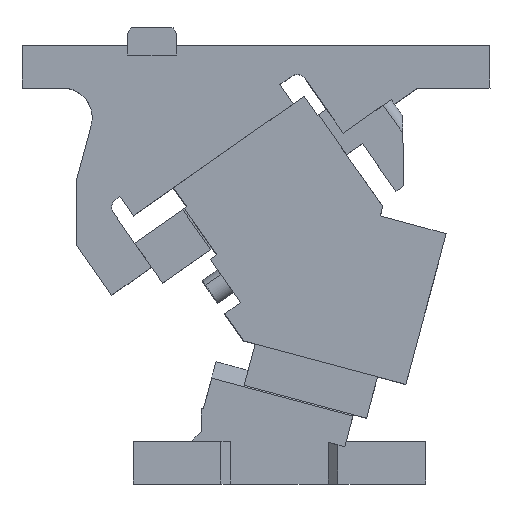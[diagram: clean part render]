
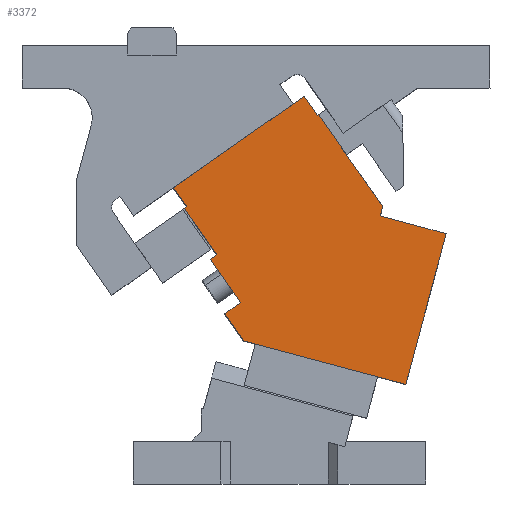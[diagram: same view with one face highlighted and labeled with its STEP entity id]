
A CAD part, top view. The second image highlights one B-rep face of the part: STEP entity #3372.
In plain terms, the highlighted planar face has unit normal (0, 0, 1).
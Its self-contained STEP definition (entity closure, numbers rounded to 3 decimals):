
#2259=CARTESIAN_POINT('Vertex',(-94.193,-15.632,70.)) ;
#2266=CARTESIAN_POINT('Vertex',(-78.707,-37.749,70.)) ;
#2269=CARTESIAN_POINT('Line Origine',(-86.45,-26.69,70.)) ;
#2791=CARTESIAN_POINT('Line Origine',(-92.555,-14.485,70.)) ;
#2795=CARTESIAN_POINT('Vertex',(-90.917,-13.338,70.)) ;
#2834=CARTESIAN_POINT('Line Origine',(-99.233,-1.46,70.)) ;
#2838=CARTESIAN_POINT('Vertex',(-107.55,10.418,70.)) ;
#2899=CARTESIAN_POINT('Vertex',(-106.322,11.278,70.)) ;
#2914=CARTESIAN_POINT('Line Origine',(-106.936,10.848,70.)) ;
#3005=CARTESIAN_POINT('Vertex',(-7.055,6.667,70.)) ;
#3008=CARTESIAN_POINT('Line Origine',(9.849,2.138,70.)) ;
#3012=CARTESIAN_POINT('Vertex',(26.752,-2.391,70.)) ;
#3036=CARTESIAN_POINT('Vertex',(-5.761,11.497,70.)) ;
#3039=CARTESIAN_POINT('Line Origine',(-6.408,9.082,70.)) ;
#3127=CARTESIAN_POINT('Vertex',(-38.741,58.598,70.)) ;
#3130=CARTESIAN_POINT('Line Origine',(-22.251,35.048,70.)) ;
#3239=CARTESIAN_POINT('Line Origine',(-109.763,16.193,70.)) ;
#3243=CARTESIAN_POINT('Vertex',(-113.204,21.108,70.)) ;
#3266=CARTESIAN_POINT('Line Origine',(-79.619,44.625,70.)) ;
#3270=CARTESIAN_POINT('Vertex',(-46.034,68.141,70.)) ;
#3294=CARTESIAN_POINT('Vertex',(-39.151,58.311,70.)) ;
#3297=CARTESIAN_POINT('Line Origine',(-42.592,63.226,70.)) ;
#3312=CARTESIAN_POINT('Line Origine',(-38.946,58.455,70.)) ;
#3324=CARTESIAN_POINT('Axis2P3D Location',(-27.76,-70.607,70.)) ;
#3329=CARTESIAN_POINT('Line Origine',(-82.039,-50.425,70.)) ;
#3333=CARTESIAN_POINT('Vertex',(-86.898,-43.485,70.)) ;
#3335=CARTESIAN_POINT('Vertex',(-77.179,-57.365,70.)) ;
#3338=CARTESIAN_POINT('Line Origine',(-35.566,-68.515,70.)) ;
#3342=CARTESIAN_POINT('Vertex',(6.047,-79.665,70.)) ;
#3345=CARTESIAN_POINT('Line Origine',(16.4,-41.028,70.)) ;
#3350=CARTESIAN_POINT('Line Origine',(-82.802,-40.617,70.)) ;
#2270=DIRECTION('Vector Direction',(0.574,-0.819,0.)) ;
#2792=DIRECTION('Vector Direction',(-0.819,-0.574,0.)) ;
#2835=DIRECTION('Vector Direction',(0.574,-0.819,0.)) ;
#2915=DIRECTION('Vector Direction',(-0.819,-0.574,0.)) ;
#3009=DIRECTION('Vector Direction',(-0.966,0.259,0.)) ;
#3040=DIRECTION('Vector Direction',(-0.259,-0.966,0.)) ;
#3131=DIRECTION('Vector Direction',(-0.574,0.819,0.)) ;
#3240=DIRECTION('Vector Direction',(0.574,-0.819,0.)) ;
#3267=DIRECTION('Vector Direction',(-0.819,-0.574,0.)) ;
#3298=DIRECTION('Vector Direction',(0.574,-0.819,0.)) ;
#3313=DIRECTION('Vector Direction',(-0.819,-0.574,0.)) ;
#3325=DIRECTION('Axis2P3D Direction',(0.,0.,1.)) ;
#3326=DIRECTION('Axis2P3D XDirection',(1.,0.,0.)) ;
#3330=DIRECTION('Vector Direction',(0.574,-0.819,0.)) ;
#3339=DIRECTION('Vector Direction',(-0.966,0.259,0.)) ;
#3346=DIRECTION('Vector Direction',(-0.259,-0.966,0.)) ;
#3351=DIRECTION('Vector Direction',(-0.819,-0.574,0.)) ;
#3327=AXIS2_PLACEMENT_3D('Plane Axis2P3D',#3324,#3325,#3326) ;
#3356=ORIENTED_EDGE('',*,*,#3337,.T.) ;
#3357=ORIENTED_EDGE('',*,*,#3344,.F.) ;
#3358=ORIENTED_EDGE('',*,*,#3349,.F.) ;
#3359=ORIENTED_EDGE('',*,*,#3014,.T.) ;
#3360=ORIENTED_EDGE('',*,*,#3043,.F.) ;
#3361=ORIENTED_EDGE('',*,*,#3134,.T.) ;
#3362=ORIENTED_EDGE('',*,*,#3316,.T.) ;
#3363=ORIENTED_EDGE('',*,*,#3301,.F.) ;
#3364=ORIENTED_EDGE('',*,*,#3272,.T.) ;
#3365=ORIENTED_EDGE('',*,*,#3245,.T.) ;
#3366=ORIENTED_EDGE('',*,*,#2918,.T.) ;
#3367=ORIENTED_EDGE('',*,*,#2840,.T.) ;
#3368=ORIENTED_EDGE('',*,*,#2797,.T.) ;
#3369=ORIENTED_EDGE('',*,*,#2273,.T.) ;
#3370=ORIENTED_EDGE('',*,*,#3354,.T.) ;
#2271=VECTOR('Line Direction',#2270,1.) ;
#2793=VECTOR('Line Direction',#2792,1.) ;
#2836=VECTOR('Line Direction',#2835,1.) ;
#2916=VECTOR('Line Direction',#2915,1.) ;
#3010=VECTOR('Line Direction',#3009,1.) ;
#3041=VECTOR('Line Direction',#3040,1.) ;
#3132=VECTOR('Line Direction',#3131,1.) ;
#3241=VECTOR('Line Direction',#3240,1.) ;
#3268=VECTOR('Line Direction',#3267,1.) ;
#3299=VECTOR('Line Direction',#3298,1.) ;
#3314=VECTOR('Line Direction',#3313,1.) ;
#3331=VECTOR('Line Direction',#3330,1.) ;
#3340=VECTOR('Line Direction',#3339,1.) ;
#3347=VECTOR('Line Direction',#3346,1.) ;
#3352=VECTOR('Line Direction',#3351,1.) ;
#3372=ADVANCED_FACE('CAM SLIDER',(#3371),#3328,.T.) ;
#2273=EDGE_CURVE('',#2260,#2267,#2272,.T.) ;
#2797=EDGE_CURVE('',#2796,#2260,#2794,.T.) ;
#2840=EDGE_CURVE('',#2839,#2796,#2837,.T.) ;
#2918=EDGE_CURVE('',#2900,#2839,#2917,.T.) ;
#3014=EDGE_CURVE('',#3013,#3006,#3011,.T.) ;
#3043=EDGE_CURVE('',#3037,#3006,#3042,.T.) ;
#3134=EDGE_CURVE('',#3037,#3128,#3133,.T.) ;
#3245=EDGE_CURVE('',#3244,#2900,#3242,.T.) ;
#3272=EDGE_CURVE('',#3271,#3244,#3269,.T.) ;
#3301=EDGE_CURVE('',#3271,#3295,#3300,.T.) ;
#3316=EDGE_CURVE('',#3128,#3295,#3315,.T.) ;
#3337=EDGE_CURVE('',#3334,#3336,#3332,.T.) ;
#3344=EDGE_CURVE('',#3343,#3336,#3341,.T.) ;
#3349=EDGE_CURVE('',#3013,#3343,#3348,.T.) ;
#3354=EDGE_CURVE('',#2267,#3334,#3353,.T.) ;
#3355=EDGE_LOOP('',(#3356,#3357,#3358,#3359,#3360,#3361,#3362,#3363,#3364,#3365,#3366,#3367,#3368,#3369,#3370)) ;
#3371=FACE_OUTER_BOUND('',#3355,.T.) ;
#2272=LINE('Line',#2269,#2271) ;
#2794=LINE('Line',#2791,#2793) ;
#2837=LINE('Line',#2834,#2836) ;
#2917=LINE('Line',#2914,#2916) ;
#3011=LINE('Line',#3008,#3010) ;
#3042=LINE('Line',#3039,#3041) ;
#3133=LINE('Line',#3130,#3132) ;
#3242=LINE('Line',#3239,#3241) ;
#3269=LINE('Line',#3266,#3268) ;
#3300=LINE('Line',#3297,#3299) ;
#3315=LINE('Line',#3312,#3314) ;
#3332=LINE('Line',#3329,#3331) ;
#3341=LINE('Line',#3338,#3340) ;
#3348=LINE('Line',#3345,#3347) ;
#3353=LINE('Line',#3350,#3352) ;
#3328=PLANE('Plane',#3327) ;
#2260=VERTEX_POINT('',#2259) ;
#2267=VERTEX_POINT('',#2266) ;
#2796=VERTEX_POINT('',#2795) ;
#2839=VERTEX_POINT('',#2838) ;
#2900=VERTEX_POINT('',#2899) ;
#3006=VERTEX_POINT('',#3005) ;
#3013=VERTEX_POINT('',#3012) ;
#3037=VERTEX_POINT('',#3036) ;
#3128=VERTEX_POINT('',#3127) ;
#3244=VERTEX_POINT('',#3243) ;
#3271=VERTEX_POINT('',#3270) ;
#3295=VERTEX_POINT('',#3294) ;
#3334=VERTEX_POINT('',#3333) ;
#3336=VERTEX_POINT('',#3335) ;
#3343=VERTEX_POINT('',#3342) ;
